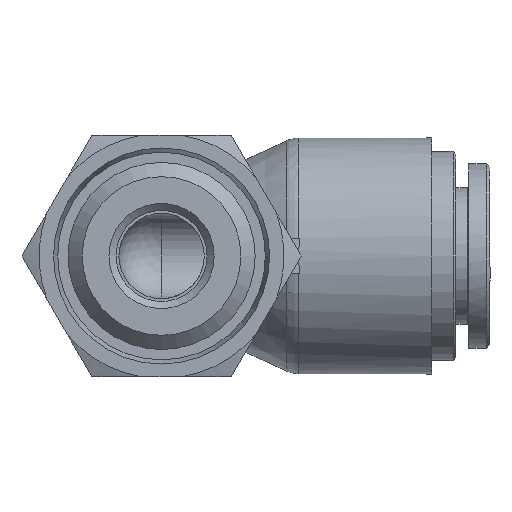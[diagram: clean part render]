
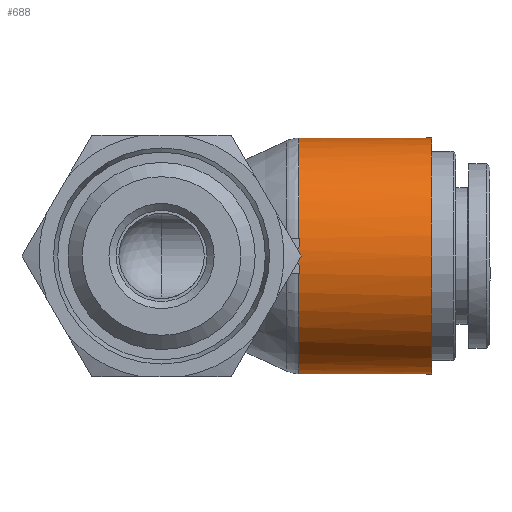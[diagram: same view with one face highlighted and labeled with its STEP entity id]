
A CAD part, front view. The second image highlights one B-rep face of the part: STEP entity #688.
In plain terms, the highlighted cylindrical face has radius 8.3 mm (diameter 16.6 mm), a full revolution.
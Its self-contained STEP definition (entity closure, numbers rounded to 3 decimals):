
#112=CARTESIAN_POINT('',(-9.361,-8.205,1.25));
#113=VERTEX_POINT('',#112);
#114=CARTESIAN_POINT('',(-9.266,-8.205,1.25));
#115=VERTEX_POINT('',#114);
#116=CARTESIAN_POINT('',(-9.361,-8.205,1.25));
#117=DIRECTION('',(1.0,0.0,0.0));
#118=VECTOR('',#117,0.095);
#119=LINE('',#116,#118);
#120=EDGE_CURVE('',#113,#115,#119,.T.);
#196=CARTESIAN_POINT('',(-9.266,-8.205,-1.25));
#197=VERTEX_POINT('',#196);
#198=CARTESIAN_POINT('',(-1.061,0.,0.0));
#199=DIRECTION('',(0.707,-0.707,0.0));
#200=DIRECTION('',(0.707,0.707,0.0));
#201=AXIS2_PLACEMENT_3D('',#198,#199,#200);
#202=ELLIPSE('',#201,11.738,8.3);
#203=EDGE_CURVE('',#115,#197,#202,.T.);
#229=CARTESIAN_POINT('',(-9.361,-8.205,-1.25));
#230=VERTEX_POINT('',#229);
#231=CARTESIAN_POINT('',(-9.266,-8.205,-1.25));
#232=DIRECTION('',(-1.0,0.0,0.0));
#233=VECTOR('',#232,0.095);
#234=LINE('',#231,#233);
#235=EDGE_CURVE('',#197,#230,#234,.T.);
#313=CARTESIAN_POINT('',(-9.361,0.,0.0));
#314=DIRECTION('',(-1.0,0.0,0.0));
#315=DIRECTION('',(0.0,-1.0,0.0));
#316=AXIS2_PLACEMENT_3D('',#313,#314,#315);
#317=CIRCLE('',#316,8.3);
#318=EDGE_CURVE('',#113,#230,#317,.T.);
#666=CARTESIAN_POINT('',(-4.9,0.,0.0));
#667=DIRECTION('',(1.0,0.,0.0));
#668=DIRECTION('',(0.0,1.0,0.0));
#669=AXIS2_PLACEMENT_3D('',#666,#667,#668);
#670=CYLINDRICAL_SURFACE('',#669,8.3);
#671=ORIENTED_EDGE('',*,*,#235,.T.);
#672=ORIENTED_EDGE('',*,*,#318,.F.);
#673=ORIENTED_EDGE('',*,*,#120,.T.);
#674=ORIENTED_EDGE('',*,*,#203,.T.);
#675=EDGE_LOOP('',(#671,#672,#673,#674));
#676=FACE_OUTER_BOUND('',#675,.T.);
#677=CARTESIAN_POINT('',(0.,8.3,0.0));
#678=VERTEX_POINT('',#677);
#679=CARTESIAN_POINT('',(0.,0.,0.0));
#680=DIRECTION('',(1.0,0.0,0.0));
#681=DIRECTION('',(0.0,1.0,0.0));
#682=AXIS2_PLACEMENT_3D('',#679,#680,#681);
#683=CIRCLE('',#682,8.3);
#684=EDGE_CURVE('',#678,#678,#683,.T.);
#685=ORIENTED_EDGE('',*,*,#684,.F.);
#686=EDGE_LOOP('',(#685));
#687=FACE_BOUND('',#686,.T.);
#688=ADVANCED_FACE('',(#676,#687),#670,.T.);
